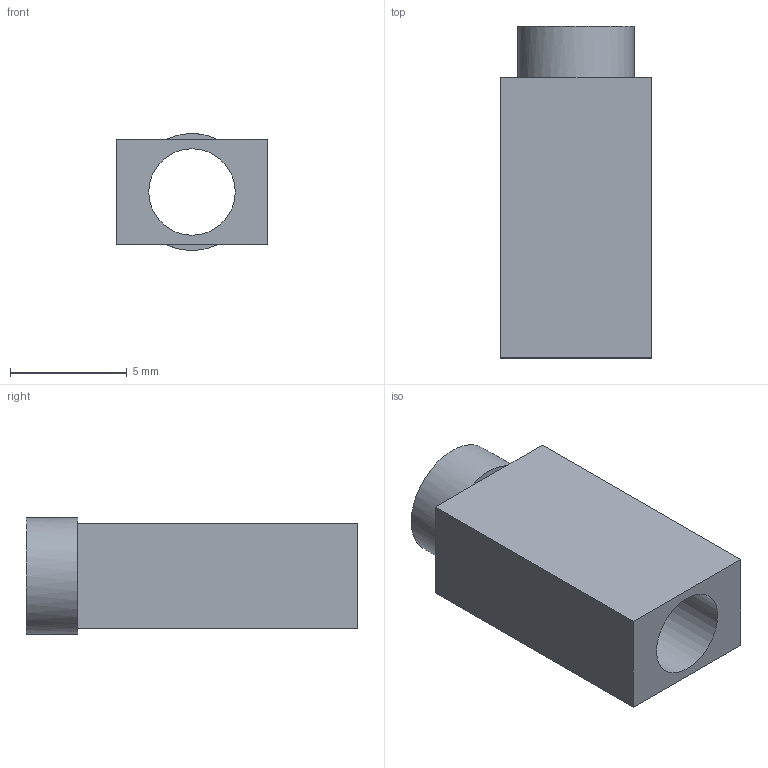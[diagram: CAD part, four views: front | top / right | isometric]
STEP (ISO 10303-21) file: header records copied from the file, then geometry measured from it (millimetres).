
FILE_DESCRIPTION(('FreeCAD Model'),'2;1');
FILE_NAME('PJ311 v1.step', '2016-12-10T23:59:30',('Author'),(''), 'Open CASCADE STEP processor 6.8','FreeCAD','Unknown');
FILE_SCHEMA(('AUTOMOTIVE_DESIGN_CC2 { 1 2 10303 214 -1 1 5 4 }'));
Length unit declared in the file: millimetre
Products named in the file (2): ASSEMBLY; PJ311_v1
Assembly tree (1 placements, depth 2):
  ASSEMBLY
    PJ311_v1
Bounding box: 6.5 x 14.2 x 5 mm (x, y, z)
Volume: 241.5 mm3; surface area: 502.1 mm2
Topology: 1 solids, 1 shells, 12 faces, 26 edges, 16 vertices
Faces by surface type: plane 10, cylinder 2
Full cylindrical faces by diameter (mm): 3.7 x1, 5 x1
Entity records: 893 total; most frequent: CARTESIAN_POINT 326, DIRECTION 100, ORIENTED_EDGE 52, LINE 52, VECTOR 52, PCURVE 52, DEFINITIONAL_REPRESENTATION 52, EDGE_CURVE 26
